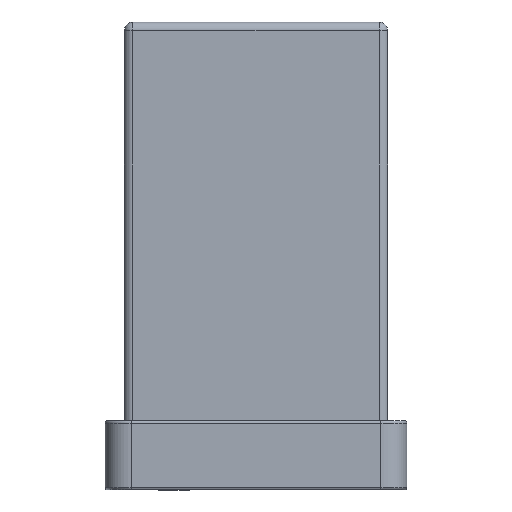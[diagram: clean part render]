
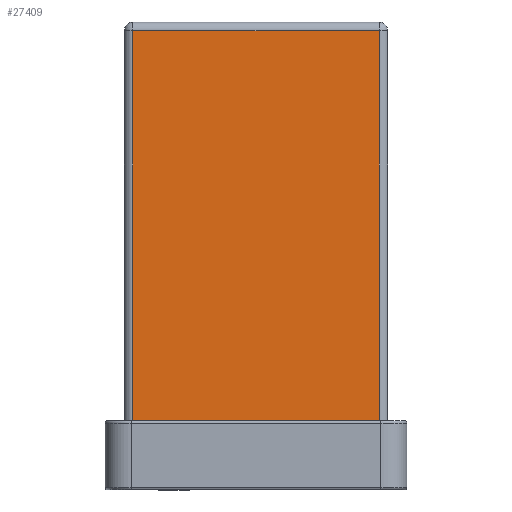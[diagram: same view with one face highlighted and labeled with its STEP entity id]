
A CAD part, left-side view. The second image highlights one B-rep face of the part: STEP entity #27409.
In plain terms, the highlighted planar face has unit normal (-1, 0, 0).
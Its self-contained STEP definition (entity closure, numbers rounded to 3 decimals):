
#27221=CARTESIAN_POINT('',(-7.6,7.1,22.5));
#27222=VERTEX_POINT('',#27221);
#27223=CARTESIAN_POINT('',(-7.6,-7.1,22.5));
#27224=VERTEX_POINT('',#27223);
#27225=CARTESIAN_POINT('',(-7.6,7.1,22.5));
#27226=DIRECTION('',(0.0,-1.0,0.0));
#27227=VECTOR('',#27226,14.2);
#27228=LINE('',#27225,#27227);
#27229=EDGE_CURVE('',#27222,#27224,#27228,.T.);
#27379=CARTESIAN_POINT('',(-7.6,7.6,32.75));
#27380=DIRECTION('',(-1.0,0.0,0.0));
#27381=DIRECTION('',(0.0,0.0,1.0));
#27382=AXIS2_PLACEMENT_3D('',#27379,#27380,#27381);
#27383=PLANE('',#27382);
#27384=ORIENTED_EDGE('',*,*,#27229,.T.);
#27385=CARTESIAN_POINT('',(-7.6,-7.1,45.0));
#27386=VERTEX_POINT('',#27385);
#27387=CARTESIAN_POINT('',(-7.6,-7.1,45.0));
#27388=DIRECTION('',(0.0,0.0,-1.0));
#27389=VECTOR('',#27388,22.5);
#27390=LINE('',#27387,#27389);
#27391=EDGE_CURVE('',#27386,#27224,#27390,.T.);
#27392=ORIENTED_EDGE('',*,*,#27391,.F.);
#27393=CARTESIAN_POINT('',(-7.6,7.1,45.0));
#27394=VERTEX_POINT('',#27393);
#27395=CARTESIAN_POINT('',(-7.6,-7.1,45.0));
#27396=DIRECTION('',(0.0,1.0,0.0));
#27397=VECTOR('',#27396,14.2);
#27398=LINE('',#27395,#27397);
#27399=EDGE_CURVE('',#27386,#27394,#27398,.T.);
#27400=ORIENTED_EDGE('',*,*,#27399,.T.);
#27401=CARTESIAN_POINT('',(-7.6,7.1,22.5));
#27402=DIRECTION('',(0.0,0.0,1.0));
#27403=VECTOR('',#27402,22.5);
#27404=LINE('',#27401,#27403);
#27405=EDGE_CURVE('',#27222,#27394,#27404,.T.);
#27406=ORIENTED_EDGE('',*,*,#27405,.F.);
#27407=EDGE_LOOP('',(#27384,#27392,#27400,#27406));
#27408=FACE_OUTER_BOUND('',#27407,.T.);
#27409=ADVANCED_FACE('',(#27408),#27383,.T.);
